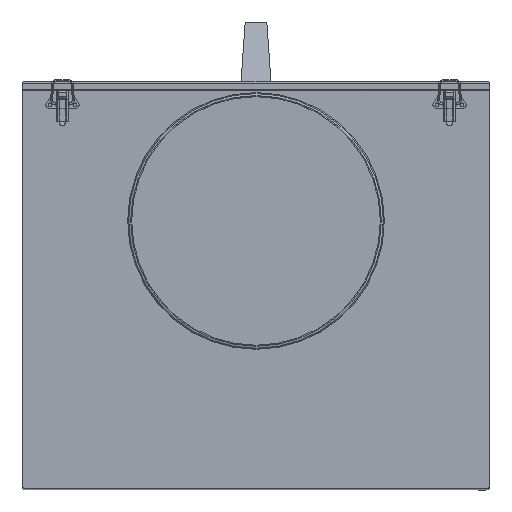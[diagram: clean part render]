
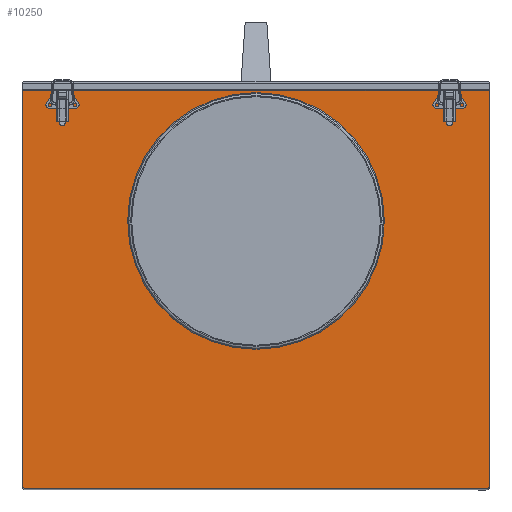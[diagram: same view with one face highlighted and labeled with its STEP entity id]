
A CAD part, top view. The second image highlights one B-rep face of the part: STEP entity #10250.
In plain terms, the highlighted planar face has unit normal (0, 0, 1).
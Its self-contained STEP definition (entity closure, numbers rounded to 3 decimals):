
#9796 = VERTEX_POINT ( 'NONE', #13994 ) ;
#9798 = EDGE_CURVE ( 'NONE', #9796, #9802, #13993, .T. ) ;
#9802 = VERTEX_POINT ( 'NONE', #13984 ) ;
#9815 = VERTEX_POINT ( 'NONE', #14045 ) ;
#10131 = EDGE_CURVE ( 'NONE', #10132, #10133, #15070, .T. ) ;
#10132 = VERTEX_POINT ( 'NONE', #15116 ) ;
#10133 = VERTEX_POINT ( 'NONE', #15115 ) ;
#10168 = VERTEX_POINT ( 'NONE', #15223 ) ;
#10170 = EDGE_CURVE ( 'NONE', #10179, #10168, #15221, .T. ) ;
#10179 = VERTEX_POINT ( 'NONE', #15247 ) ;
#10181 = EDGE_CURVE ( 'NONE', #10179, #9815, #15246, .T. ) ;
#10185 = EDGE_CURVE ( 'NONE', #10205, #9815, #15241, .T. ) ;
#10190 = EDGE_CURVE ( 'NONE', #10133, #10132, #15284, .T. ) ;
#10205 = VERTEX_POINT ( 'NONE', #15302 ) ;
#10237 = ORIENTED_EDGE ( 'NONE', *, *, #10181, .F. ) ;
#10238 = EDGE_LOOP ( 'NONE', ( #10239, #10240 ) ) ;
#10239 = ORIENTED_EDGE ( 'NONE', *, *, #10190, .T. ) ;
#10240 = ORIENTED_EDGE ( 'NONE', *, *, #10131, .T. ) ;
#10250 = ADVANCED_FACE ( 'NONE', ( #15441, #15440 ), #15475, .F. ) ;
#10251 = EDGE_LOOP ( 'NONE', ( #10252, #10253, #10255, #10256, #10259, #10261, #10237 ) ) ;
#10252 = ORIENTED_EDGE ( 'NONE', *, *, #10170, .T. ) ;
#10253 = ORIENTED_EDGE ( 'NONE', *, *, #10254, .F. ) ;
#10254 = EDGE_CURVE ( 'NONE', #9796, #10168, #15474, .T. ) ;
#10255 = ORIENTED_EDGE ( 'NONE', *, *, #9798, .T. ) ;
#10256 = ORIENTED_EDGE ( 'NONE', *, *, #10257, .T. ) ;
#10257 = EDGE_CURVE ( 'NONE', #9802, #10258, #15466, .T. ) ;
#10258 = VERTEX_POINT ( 'NONE', #15462 ) ;
#10259 = ORIENTED_EDGE ( 'NONE', *, *, #10260, .T. ) ;
#10260 = EDGE_CURVE ( 'NONE', #10258, #10205, #15461, .T. ) ;
#10261 = ORIENTED_EDGE ( 'NONE', *, *, #10185, .T. ) ;
#13984 = CARTESIAN_POINT ( 'NONE',  ( 464.6, 397., 359. ) ) ;
#13989 = DIRECTION ( 'NONE',  ( -1., 0., 0. ) ) ;
#13990 = DIRECTION ( 'NONE',  ( 0., 0., -1. ) ) ;
#13991 = CARTESIAN_POINT ( 'NONE',  ( 464.6, 398.4, 359. ) ) ;
#13992 = AXIS2_PLACEMENT_3D ( 'NONE', #13991, #13990, #13989 ) ;
#13993 = CIRCLE ( 'NONE', #13992, 1.4 ) ;
#13994 = CARTESIAN_POINT ( 'NONE',  ( 466., 398.4, 359. ) ) ;
#14045 = CARTESIAN_POINT ( 'NONE',  ( 3.737, 0., 359. ) ) ;
#14616 = DIRECTION ( 'NONE',  ( -1., 0., 0. ) ) ;
#15063 = DIRECTION ( 'NONE',  ( 0., 0., -1. ) ) ;
#15064 = CARTESIAN_POINT ( 'NONE',  ( 233., 267., 359. ) ) ;
#15065 = AXIS2_PLACEMENT_3D ( 'NONE', #15064, #15063, #14616 ) ;
#15070 = CIRCLE ( 'NONE', #15065, 125. ) ;
#15115 = CARTESIAN_POINT ( 'NONE',  ( 108., 267., 359. ) ) ;
#15116 = CARTESIAN_POINT ( 'NONE',  ( 358., 267., 359. ) ) ;
#15217 = DIRECTION ( 'NONE',  ( -1., 0., 0. ) ) ;
#15218 = DIRECTION ( 'NONE',  ( 0., 0., 1. ) ) ;
#15219 = CARTESIAN_POINT ( 'NONE',  ( 462.263, 3.737, 359. ) ) ;
#15220 = AXIS2_PLACEMENT_3D ( 'NONE', #15219, #15218, #15217 ) ;
#15221 = CIRCLE ( 'NONE', #15220, 3.737 ) ;
#15223 = CARTESIAN_POINT ( 'NONE',  ( 466., 3.737, 359. ) ) ;
#15237 = DIRECTION ( 'NONE',  ( -1., 0., 0. ) ) ;
#15238 = DIRECTION ( 'NONE',  ( 0., 0., 1. ) ) ;
#15239 = CARTESIAN_POINT ( 'NONE',  ( 3.737, 3.737, 359. ) ) ;
#15240 = AXIS2_PLACEMENT_3D ( 'NONE', #15239, #15238, #15237 ) ;
#15241 = CIRCLE ( 'NONE', #15240, 3.737 ) ;
#15243 = DIRECTION ( 'NONE',  ( -1., 0., 0. ) ) ;
#15244 = VECTOR ( 'NONE', #15243, 1000. ) ;
#15245 = CARTESIAN_POINT ( 'NONE',  ( 466., 0., 359. ) ) ;
#15246 = LINE ( 'NONE', #15245, #15244 ) ;
#15247 = CARTESIAN_POINT ( 'NONE',  ( 462.263, 0., 359. ) ) ;
#15276 = DIRECTION ( 'NONE',  ( -1., 0., 0. ) ) ;
#15277 = DIRECTION ( 'NONE',  ( 0., 0., -1. ) ) ;
#15278 = CARTESIAN_POINT ( 'NONE',  ( 233., 267., 359. ) ) ;
#15279 = AXIS2_PLACEMENT_3D ( 'NONE', #15278, #15277, #15276 ) ;
#15284 = CIRCLE ( 'NONE', #15279, 125. ) ;
#15302 = CARTESIAN_POINT ( 'NONE',  ( 0., 3.737, 359. ) ) ;
#15440 = FACE_BOUND ( 'NONE', #10238, .T. ) ;
#15441 = FACE_OUTER_BOUND ( 'NONE', #10251, .T. ) ;
#15458 = DIRECTION ( 'NONE',  ( 0., -1., 0. ) ) ;
#15459 = VECTOR ( 'NONE', #15458, 1000. ) ;
#15460 = CARTESIAN_POINT ( 'NONE',  ( 0., 397., 359. ) ) ;
#15461 = LINE ( 'NONE', #15460, #15459 ) ;
#15462 = CARTESIAN_POINT ( 'NONE',  ( 0., 397., 359. ) ) ;
#15463 = DIRECTION ( 'NONE',  ( -1., 0., 0. ) ) ;
#15464 = VECTOR ( 'NONE', #15463, 1000. ) ;
#15465 = CARTESIAN_POINT ( 'NONE',  ( 3., 397., 359. ) ) ;
#15466 = LINE ( 'NONE', #15465, #15464 ) ;
#15467 = DIRECTION ( 'NONE',  ( 0., -1., 0. ) ) ;
#15468 = VECTOR ( 'NONE', #15467, 1000. ) ;
#15469 = CARTESIAN_POINT ( 'NONE',  ( 466., 3., 359. ) ) ;
#15470 = DIRECTION ( 'NONE',  ( -1., 0., 0. ) ) ;
#15471 = DIRECTION ( 'NONE',  ( 0., 0., -1. ) ) ;
#15472 = CARTESIAN_POINT ( 'NONE',  ( 3., 397., 359. ) ) ;
#15473 = AXIS2_PLACEMENT_3D ( 'NONE', #15472, #15471, #15470 ) ;
#15474 = LINE ( 'NONE', #15469, #15468 ) ;
#15475 = PLANE ( 'NONE',  #15473 ) ;
